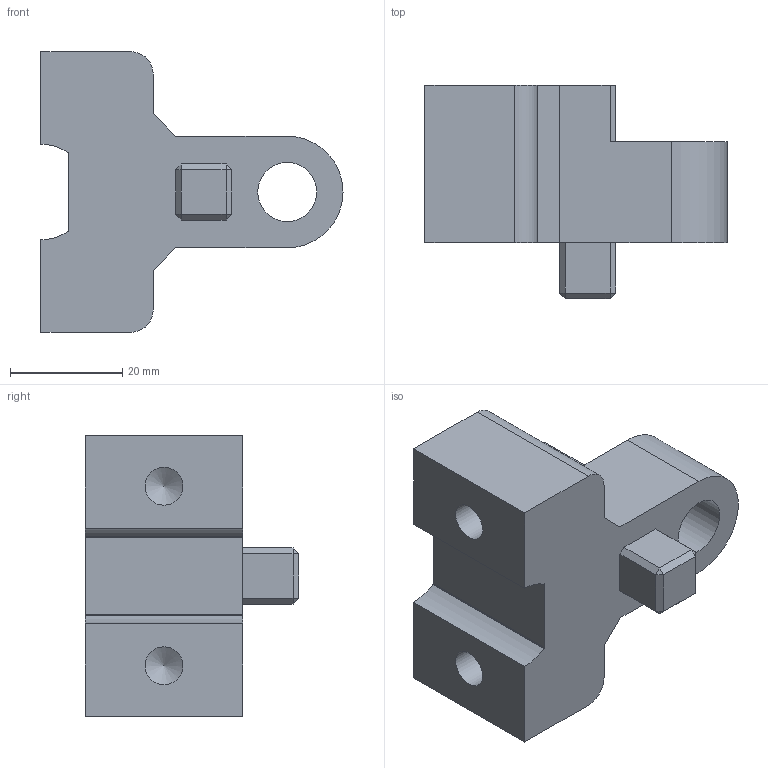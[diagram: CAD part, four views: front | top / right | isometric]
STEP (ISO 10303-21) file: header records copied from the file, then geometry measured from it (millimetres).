
FILE_DESCRIPTION(('FreeCAD Model'),'2;1');
FILE_NAME('Trottinette - Support moteur - Pièce droite.step','2018-05-01T22:56:11',('Author'),(''), 'Open CASCADE STEP processor 7.2','FreeCAD','Unknown');
FILE_SCHEMA(('AUTOMOTIVE_DESIGN { 1 0 10303 214 1 1 1 1 }'));
Length unit declared in the file: millimetre
Products named in the file (1): Pièce_droite
Bounding box: 53.85 x 38 x 50 mm (x, y, z)
Volume: 38579.2 mm3; surface area: 9695.1 mm2
Topology: 1 solids, 1 shells, 48 faces, 123 edges, 78 vertices
Faces by surface type: plane 38, cylinder 8, cone 2
Full cylindrical faces by diameter (mm): 6.75 x2, 10.5 x1
Entity records: 3353 total; most frequent: CARTESIAN_POINT 551, DIRECTION 456, LINE 320, VECTOR 320, ORIENTED_EDGE 242, PCURVE 242, DEFINITIONAL_REPRESENTATION 242, EDGE_CURVE 121
